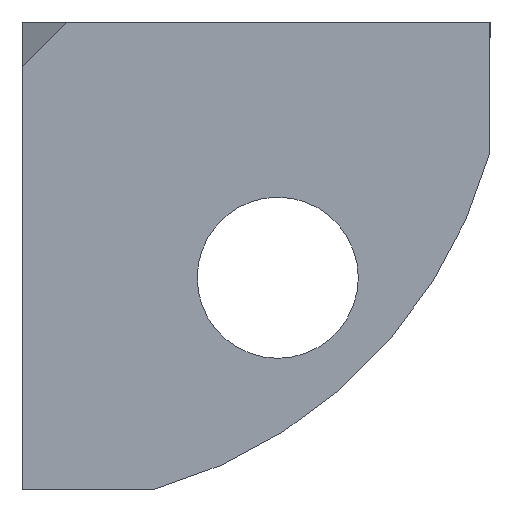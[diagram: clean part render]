
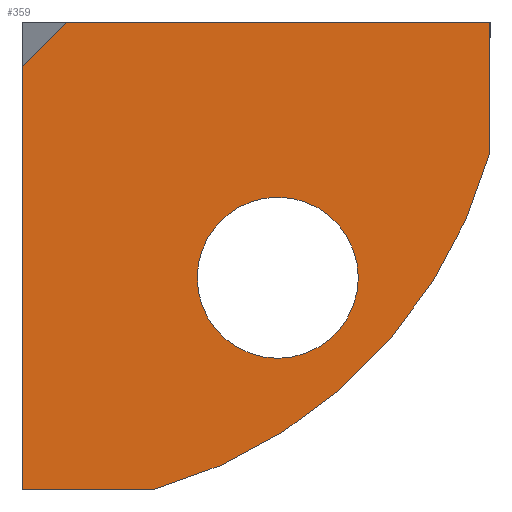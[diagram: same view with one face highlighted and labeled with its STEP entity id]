
A CAD part, front view. The second image highlights one B-rep face of the part: STEP entity #359.
In plain terms, the highlighted planar face has unit normal (0, -1, 0).
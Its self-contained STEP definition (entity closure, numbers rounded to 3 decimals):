
#9 = CARTESIAN_POINT ( 'NONE',  ( 10., 0., -13.15 ) ) ;
#10 = CARTESIAN_POINT ( 'NONE',  ( 15.989, 0., -10.273 ) ) ;
#12 = CARTESIAN_POINT ( 'NONE',  ( 17.859, 0., -6.69 ) ) ;
#15 = EDGE_LOOP ( 'NONE', ( #313, #756 ) ) ;
#26 = CARTESIAN_POINT ( 'NONE',  ( 1.732, 0., 0. ) ) ;
#43 = DIRECTION ( 'NONE',  ( 0., 0., -1. ) ) ;
#50 = CARTESIAN_POINT ( 'NONE',  ( 0., 0., -2.5 ) ) ;
#62 = CARTESIAN_POINT ( 'NONE',  ( 9.933, 0., -16.202 ) ) ;
#71 = CARTESIAN_POINT ( 'NONE',  ( 8.18, 0., -17.226 ) ) ;
#98 = VERTEX_POINT ( 'NONE', #9 ) ;
#100 = VERTEX_POINT ( 'NONE', #318 ) ;
#101 = DIRECTION ( 'NONE',  ( -0.707, 0., -0.707 ) ) ;
#104 = EDGE_CURVE ( 'NONE', #545, #238, #511, .T. ) ;
#110 = EDGE_LOOP ( 'NONE', ( #674, #230, #159, #391, #141, #220 ) ) ;
#113 = VERTEX_POINT ( 'NONE', #373 ) ;
#125 = CARTESIAN_POINT ( 'NONE',  ( 10.956, 0., -15.528 ) ) ;
#141 = ORIENTED_EDGE ( 'NONE', *, *, #698, .T. ) ;
#155 = PLANE ( 'NONE',  #279 ) ;
#159 = ORIENTED_EDGE ( 'NONE', *, *, #104, .T. ) ;
#160 = DIRECTION ( 'NONE',  ( 0., 1., 0. ) ) ;
#165 = CIRCLE ( 'NONE', #558, 3.15 ) ;
#181 = CARTESIAN_POINT ( 'NONE',  ( 6.69, 0., -17.859 ) ) ;
#220 = ORIENTED_EDGE ( 'NONE', *, *, #498, .T. ) ;
#228 = VERTEX_POINT ( 'NONE', #334 ) ;
#230 = ORIENTED_EDGE ( 'NONE', *, *, #708, .T. ) ;
#238 = VERTEX_POINT ( 'NONE', #329 ) ;
#243 = CARTESIAN_POINT ( 'NONE',  ( 0., 0., 0. ) ) ;
#248 = CARTESIAN_POINT ( 'NONE',  ( 5.11, 0., -18.3 ) ) ;
#259 = CARTESIAN_POINT ( 'NONE',  ( 0., 0., -18.3 ) ) ;
#263 = VECTOR ( 'NONE', #721, 1000. ) ;
#273 = LINE ( 'NONE', #26, #730 ) ;
#278 = DIRECTION ( 'NONE',  ( 0., 1., 0. ) ) ;
#279 = AXIS2_PLACEMENT_3D ( 'NONE', #760, #696, #410 ) ;
#280 = B_SPLINE_CURVE_WITH_KNOTS ( 'NONE', 3,
 ( #248, #181, #71, #62, #665, #125, #479, #486, #727, #311, #658, #482, #367, #10, #548, #371, #12, #729 ),
 .UNSPECIFIED., .F., .F.,
 ( 4, 2, 2, 2, 2, 2, 2, 2, 4 ),
 ( 0., 0.005, 0.006, 0.007, 0.01, 0.012, 0.013, 0.015, 0.019 ),
 .UNSPECIFIED. ) ;
#285 = CARTESIAN_POINT ( 'NONE',  ( 0., 0., -1.732 ) ) ;
#286 = DIRECTION ( 'NONE',  ( 0., 0., 1. ) ) ;
#307 = LINE ( 'NONE', #50, #509 ) ;
#311 = CARTESIAN_POINT ( 'NONE',  ( 14.008, 0., -12.862 ) ) ;
#313 = ORIENTED_EDGE ( 'NONE', *, *, #655, .T. ) ;
#318 = CARTESIAN_POINT ( 'NONE',  ( 10., 0., -6.85 ) ) ;
#323 = DIRECTION ( 'NONE',  ( 1., 0., 0. ) ) ;
#329 = CARTESIAN_POINT ( 'NONE',  ( 5.11, 0., -18.3 ) ) ;
#334 = CARTESIAN_POINT ( 'NONE',  ( 18.3, 0., -5.11 ) ) ;
#359 = ADVANCED_FACE ( 'NONE', ( #700, #770 ), #155, .T. ) ;
#366 = VECTOR ( 'NONE', #286, 1000. ) ;
#367 = CARTESIAN_POINT ( 'NONE',  ( 15.533, 0., -10.95 ) ) ;
#371 = CARTESIAN_POINT ( 'NONE',  ( 17.226, 0., -8.179 ) ) ;
#373 = CARTESIAN_POINT ( 'NONE',  ( 1.732, 0., 0. ) ) ;
#391 = ORIENTED_EDGE ( 'NONE', *, *, #521, .T. ) ;
#410 = DIRECTION ( 'NONE',  ( 0., 0., -1. ) ) ;
#413 = VERTEX_POINT ( 'NONE', #285 ) ;
#431 = LINE ( 'NONE', #243, #263 ) ;
#440 = AXIS2_PLACEMENT_3D ( 'NONE', #697, #160, #43 ) ;
#471 = VERTEX_POINT ( 'NONE', #603 ) ;
#479 = CARTESIAN_POINT ( 'NONE',  ( 11.289, 0., -15.288 ) ) ;
#482 = CARTESIAN_POINT ( 'NONE',  ( 15.292, 0., -11.284 ) ) ;
#486 = CARTESIAN_POINT ( 'NONE',  ( 12.257, 0., -14.541 ) ) ;
#489 = CARTESIAN_POINT ( 'NONE',  ( 0., 0., -18.3 ) ) ;
#498 = EDGE_CURVE ( 'NONE', #471, #113, #431, .T. ) ;
#509 = VECTOR ( 'NONE', #588, 1000. ) ;
#511 = LINE ( 'NONE', #489, #583 ) ;
#521 = EDGE_CURVE ( 'NONE', #238, #228, #280, .T. ) ;
#545 = VERTEX_POINT ( 'NONE', #259 ) ;
#548 = CARTESIAN_POINT ( 'NONE',  ( 16.205, 0., -9.928 ) ) ;
#558 = AXIS2_PLACEMENT_3D ( 'NONE', #758, #278, #574 ) ;
#574 = DIRECTION ( 'NONE',  ( 0., 0., -1. ) ) ;
#583 = VECTOR ( 'NONE', #323, 1000. ) ;
#588 = DIRECTION ( 'NONE',  ( 0., 0., -1. ) ) ;
#589 = EDGE_CURVE ( 'NONE', #100, #98, #165, .T. ) ;
#603 = CARTESIAN_POINT ( 'NONE',  ( 18.3, 0., 0. ) ) ;
#641 = CARTESIAN_POINT ( 'NONE',  ( 18.3, 0., -2.5 ) ) ;
#655 = EDGE_CURVE ( 'NONE', #98, #100, #681, .T. ) ;
#658 = CARTESIAN_POINT ( 'NONE',  ( 14.544, 0., -12.253 ) ) ;
#659 = LINE ( 'NONE', #641, #366 ) ;
#665 = CARTESIAN_POINT ( 'NONE',  ( 10.278, 0., -15.985 ) ) ;
#674 = ORIENTED_EDGE ( 'NONE', *, *, #685, .T. ) ;
#681 = CIRCLE ( 'NONE', #440, 3.15 ) ;
#685 = EDGE_CURVE ( 'NONE', #113, #413, #273, .T. ) ;
#696 = DIRECTION ( 'NONE',  ( 0., -1., 0. ) ) ;
#697 = CARTESIAN_POINT ( 'NONE',  ( 10., 0., -10. ) ) ;
#698 = EDGE_CURVE ( 'NONE', #228, #471, #659, .T. ) ;
#700 = FACE_OUTER_BOUND ( 'NONE', #110, .T. ) ;
#708 = EDGE_CURVE ( 'NONE', #413, #545, #307, .T. ) ;
#721 = DIRECTION ( 'NONE',  ( -1., 0., 0. ) ) ;
#727 = CARTESIAN_POINT ( 'NONE',  ( 12.865, 0., -14.006 ) ) ;
#729 = CARTESIAN_POINT ( 'NONE',  ( 18.3, 0., -5.11 ) ) ;
#730 = VECTOR ( 'NONE', #101, 1000. ) ;
#756 = ORIENTED_EDGE ( 'NONE', *, *, #589, .T. ) ;
#758 = CARTESIAN_POINT ( 'NONE',  ( 10., 0., -10. ) ) ;
#760 = CARTESIAN_POINT ( 'NONE',  ( 0., 0., -2.5 ) ) ;
#770 = FACE_BOUND ( 'NONE', #15, .T. ) ;
